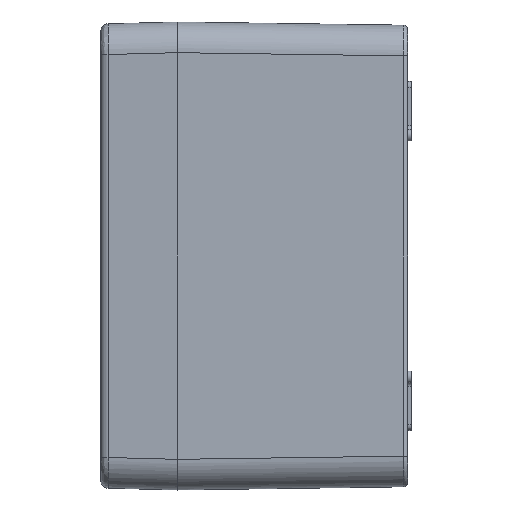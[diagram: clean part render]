
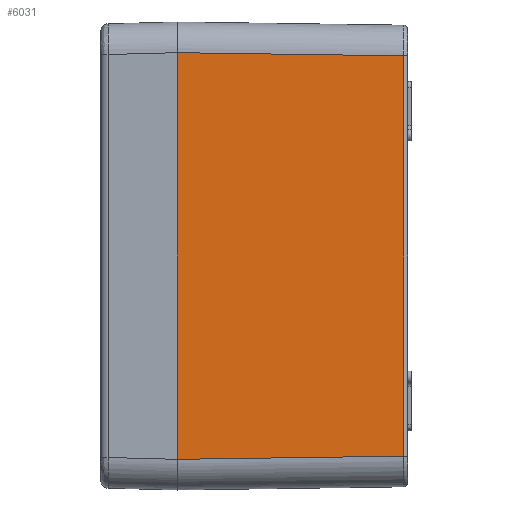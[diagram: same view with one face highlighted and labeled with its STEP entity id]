
A CAD part, left-side view. The second image highlights one B-rep face of the part: STEP entity #6031.
In plain terms, the highlighted planar face has unit normal (-1, -0.014, 0).
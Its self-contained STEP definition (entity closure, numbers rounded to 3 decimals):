
#669=CARTESIAN_POINT('',(-61.,60.,53.001));
#682=DIRECTION('',(0.,0.,1.));
#683=VECTOR('',#682,106.002);
#684=CARTESIAN_POINT('',(-61.,60.,-53.001));
#685=LINE('',#684,#683);
#697=CARTESIAN_POINT('',(-61.,60.,-53.001));
#1643=DIRECTION('',(0.,0.,-1.));
#1644=VECTOR('',#1643,104.353);
#1645=CARTESIAN_POINT('',(-60.176,0.986,
52.177));
#1646=LINE('',#1645,#1644);
#1650=DIRECTION('',(0.014,-1.,0.014));
#1651=VECTOR('',#1650,59.025);
#1652=CARTESIAN_POINT('',(-61.,60.,-53.001));
#1653=LINE('',#1652,#1651);
#1657=DIRECTION('',(0.014,-1.,-0.014));
#1658=VECTOR('',#1657,59.025);
#1659=CARTESIAN_POINT('',(-61.,60.,53.001));
#1660=LINE('',#1659,#1658);
#1674=CARTESIAN_POINT('',(-60.176,0.986,
52.177));
#4062=VERTEX_POINT('',#669);
#4065=VERTEX_POINT('',#697);
#4077=VERTEX_POINT('',#1674);
#4080=CARTESIAN_POINT('',(-60.176,0.986,
-52.176));
#4081=VERTEX_POINT('',#4080);
#6019=CARTESIAN_POINT('',(-61.,60.,-64.205));
#6020=DIRECTION('',(-1.,-0.014,0.));
#6021=DIRECTION('',(0.,0.,1.));
#6022=AXIS2_PLACEMENT_3D('',#6019,#6020,#6021);
#6023=PLANE('',#6022);
#6024=ORIENTED_EDGE('',*,*,#5826,.T.);
#6025=ORIENTED_EDGE('',*,*,#6014,.F.);
#6026=ORIENTED_EDGE('',*,*,#4901,.T.);
#6028=ORIENTED_EDGE('',*,*,#6027,.T.);
#6029=EDGE_LOOP('',(#6024,#6025,#6026,#6028));
#6030=FACE_OUTER_BOUND('',#6029,.F.);
#6031=ADVANCED_FACE('',(#6030),#6023,.T.);
#4901=EDGE_CURVE('',#4065,#4062,#685,.T.);
#5826=EDGE_CURVE('',#4077,#4081,#1646,.T.);
#6014=EDGE_CURVE('',#4065,#4081,#1653,.T.);
#6027=EDGE_CURVE('',#4062,#4077,#1660,.T.);
